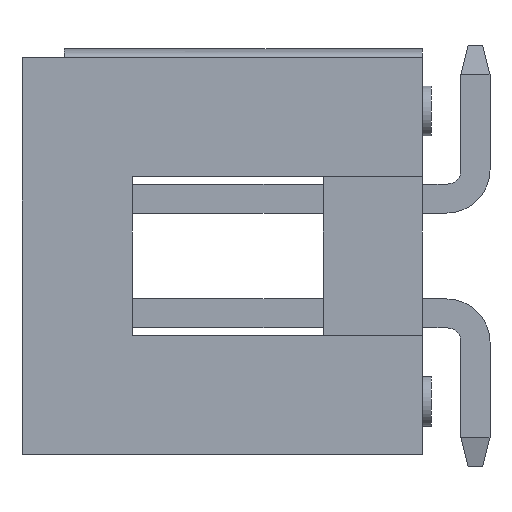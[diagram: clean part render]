
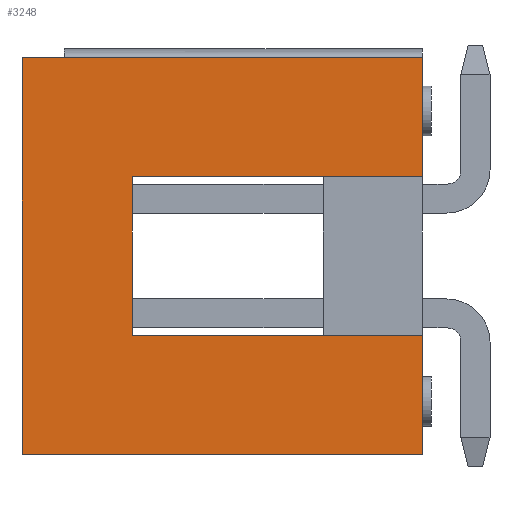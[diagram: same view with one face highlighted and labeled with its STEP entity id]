
A CAD part, left-side view. The second image highlights one B-rep face of the part: STEP entity #3248.
In plain terms, the highlighted planar face has unit normal (-1, 0, 0).
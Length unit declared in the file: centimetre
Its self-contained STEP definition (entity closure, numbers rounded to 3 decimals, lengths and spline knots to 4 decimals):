
#218=FACE_OUTER_BOUND('',#415,.T.);
#415=EDGE_LOOP('',(#2724,#2725,#2726,#2727,#2728,#2729,#2730,#2731));
#521=LINE('',#4483,#940);
#525=LINE('',#4491,#944);
#798=LINE('',#5082,#1217);
#800=LINE('',#5086,#1219);
#802=LINE('',#5089,#1221);
#803=LINE('',#5100,#1222);
#804=LINE('',#5102,#1223);
#805=LINE('',#5103,#1224);
#940=VECTOR('',#3623,0.2625);
#944=VECTOR('',#3627,0.2625);
#1217=VECTOR('',#4146,0.64);
#1219=VECTOR('',#4150,0.35);
#1221=VECTOR('',#4154,0.64);
#1222=VECTOR('',#4169,0.883);
#1223=VECTOR('',#4170,0.875);
#1224=VECTOR('',#4171,0.883);
#1344=VERTEX_POINT('',#4480);
#1345=VERTEX_POINT('',#4482);
#1348=VERTEX_POINT('',#4488);
#1349=VERTEX_POINT('',#4490);
#1544=VERTEX_POINT('',#5081);
#1545=VERTEX_POINT('',#5085);
#1548=VERTEX_POINT('',#5099);
#1549=VERTEX_POINT('',#5101);
#1652=EDGE_CURVE('',#1344,#1345,#521,.T.);
#1656=EDGE_CURVE('',#1348,#1349,#525,.T.);
#1951=EDGE_CURVE('',#1345,#1544,#798,.T.);
#1953=EDGE_CURVE('',#1545,#1544,#800,.T.);
#1955=EDGE_CURVE('',#1348,#1545,#802,.T.);
#1958=EDGE_CURVE('',#1344,#1548,#803,.T.);
#1959=EDGE_CURVE('',#1548,#1549,#804,.T.);
#1960=EDGE_CURVE('',#1349,#1549,#805,.T.);
#2724=ORIENTED_EDGE('',*,*,#1652,.F.);
#2725=ORIENTED_EDGE('',*,*,#1958,.T.);
#2726=ORIENTED_EDGE('',*,*,#1959,.T.);
#2727=ORIENTED_EDGE('',*,*,#1960,.F.);
#2728=ORIENTED_EDGE('',*,*,#1656,.F.);
#2729=ORIENTED_EDGE('',*,*,#1955,.T.);
#2730=ORIENTED_EDGE('',*,*,#1953,.T.);
#2731=ORIENTED_EDGE('',*,*,#1951,.F.);
#3075=PLANE('',#3458);
#3248=ADVANCED_FACE('',(#218),#3075,.F.);
#3458=AXIS2_PLACEMENT_3D('',#5098,#4167,#4168);
#3623=DIRECTION('',(0.,0.,-1.));
#3627=DIRECTION('',(0.,0.,-1.));
#4146=DIRECTION('',(0.,1.,0.));
#4150=DIRECTION('',(0.,0.,1.));
#4154=DIRECTION('',(0.,1.,0.));
#4167=DIRECTION('center_axis',(1.,0.,0.));
#4168=DIRECTION('ref_axis',(0.,0.,-1.));
#4169=DIRECTION('',(0.,1.,0.));
#4170=DIRECTION('',(0.,0.,-1.));
#4171=DIRECTION('',(0.,1.,0.));
#4480=CARTESIAN_POINT('',(-3.235,0.8191,0.8498));
#4482=CARTESIAN_POINT('',(-3.235,0.8191,0.5873));
#4483=CARTESIAN_POINT('',(-3.235,0.8191,0.8498));
#4488=CARTESIAN_POINT('',(-3.235,0.8191,0.2373));
#4490=CARTESIAN_POINT('',(-3.235,0.8191,-0.0252));
#4491=CARTESIAN_POINT('',(-3.235,0.8191,0.2373));
#5081=CARTESIAN_POINT('',(-3.235,1.4591,0.5873));
#5082=CARTESIAN_POINT('',(-3.235,0.8191,0.5873));
#5085=CARTESIAN_POINT('',(-3.235,1.4591,0.2373));
#5086=CARTESIAN_POINT('',(-3.235,1.4591,0.5873));
#5089=CARTESIAN_POINT('',(-3.235,0.8191,0.2373));
#5098=CARTESIAN_POINT('Origin',(-3.235,0.8191,0.8498));
#5099=CARTESIAN_POINT('',(-3.235,1.7021,0.8498));
#5100=CARTESIAN_POINT('',(-3.235,0.8191,0.8498));
#5101=CARTESIAN_POINT('',(-3.235,1.7021,-0.0252));
#5102=CARTESIAN_POINT('',(-3.235,1.7021,0.8498));
#5103=CARTESIAN_POINT('',(-3.235,0.8191,-0.0252));
